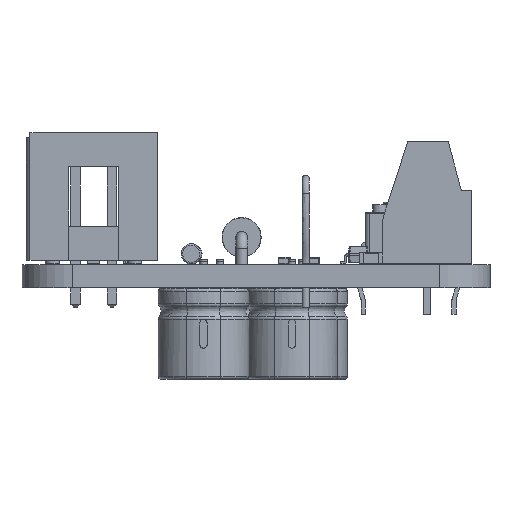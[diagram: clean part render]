
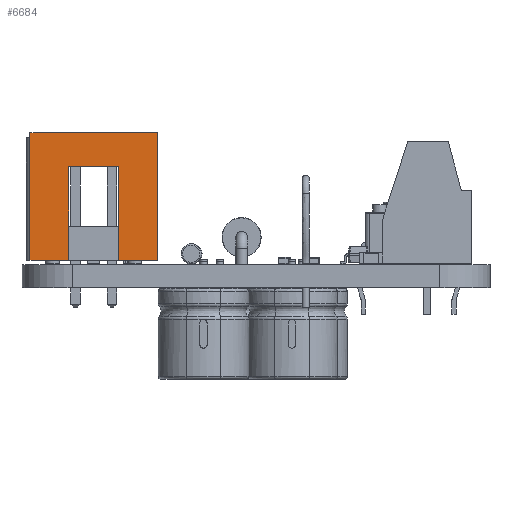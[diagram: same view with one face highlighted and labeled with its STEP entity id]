
A CAD part, left-side view. The second image highlights one B-rep face of the part: STEP entity #6684.
In plain terms, the highlighted face is planar.
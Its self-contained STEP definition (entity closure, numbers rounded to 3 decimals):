
#6616 = EDGE_CURVE('',#6617,#6619,#6621,.T.);
#6617 = VERTEX_POINT('',#6618);
#6618 = CARTESIAN_POINT('',(-3.155,5.1,0.25));
#6619 = VERTEX_POINT('',#6620);
#6620 = CARTESIAN_POINT('',(-3.155,5.1,9.1));
#6621 = LINE('',#6622,#6623);
#6622 = CARTESIAN_POINT('',(-3.155,5.1,0.25));
#6623 = VECTOR('',#6624,1.);
#6624 = DIRECTION('',(0.,0.,1.));
#6684 = ADVANCED_FACE('',(#6685),#6742,.T.);
#6685 = FACE_BOUND('',#6686,.T.);
#6686 = EDGE_LOOP('',(#6687,#6697,#6705,#6713,#6721,#6729,#6735,#6736));
#6687 = ORIENTED_EDGE('',*,*,#6688,.F.);
#6688 = EDGE_CURVE('',#6689,#6691,#6693,.T.);
#6689 = VERTEX_POINT('',#6690);
#6690 = CARTESIAN_POINT('',(5.695,5.1,0.25));
#6691 = VERTEX_POINT('',#6692);
#6692 = CARTESIAN_POINT('',(5.695,5.1,9.1));
#6693 = LINE('',#6694,#6695);
#6694 = CARTESIAN_POINT('',(5.695,5.1,0.25));
#6695 = VECTOR('',#6696,1.);
#6696 = DIRECTION('',(0.,0.,1.));
#6697 = ORIENTED_EDGE('',*,*,#6698,.T.);
#6698 = EDGE_CURVE('',#6689,#6699,#6701,.T.);
#6699 = VERTEX_POINT('',#6700);
#6700 = CARTESIAN_POINT('',(3.02,5.1,0.25));
#6701 = LINE('',#6702,#6703);
#6702 = CARTESIAN_POINT('',(5.695,5.1,0.25));
#6703 = VECTOR('',#6704,1.);
#6704 = DIRECTION('',(-1.,0.,0.));
#6705 = ORIENTED_EDGE('',*,*,#6706,.T.);
#6706 = EDGE_CURVE('',#6699,#6707,#6709,.T.);
#6707 = VERTEX_POINT('',#6708);
#6708 = CARTESIAN_POINT('',(3.02,5.1,6.75));
#6709 = LINE('',#6710,#6711);
#6710 = CARTESIAN_POINT('',(3.02,5.1,2.463));
#6711 = VECTOR('',#6712,1.);
#6712 = DIRECTION('',(0.,0.,1.));
#6713 = ORIENTED_EDGE('',*,*,#6714,.F.);
#6714 = EDGE_CURVE('',#6715,#6707,#6717,.T.);
#6715 = VERTEX_POINT('',#6716);
#6716 = CARTESIAN_POINT('',(-0.48,5.1,6.75));
#6717 = LINE('',#6718,#6719);
#6718 = CARTESIAN_POINT('',(1.27,5.1,6.75));
#6719 = VECTOR('',#6720,1.);
#6720 = DIRECTION('',(1.,0.,0.));
#6721 = ORIENTED_EDGE('',*,*,#6722,.T.);
#6722 = EDGE_CURVE('',#6715,#6723,#6725,.T.);
#6723 = VERTEX_POINT('',#6724);
#6724 = CARTESIAN_POINT('',(-0.48,5.1,0.25));
#6725 = LINE('',#6726,#6727);
#6726 = CARTESIAN_POINT('',(-0.48,5.1,2.463));
#6727 = VECTOR('',#6728,1.);
#6728 = DIRECTION('',(0.,0.,-1.));
#6729 = ORIENTED_EDGE('',*,*,#6730,.T.);
#6730 = EDGE_CURVE('',#6723,#6617,#6731,.T.);
#6731 = LINE('',#6732,#6733);
#6732 = CARTESIAN_POINT('',(5.695,5.1,0.25));
#6733 = VECTOR('',#6734,1.);
#6734 = DIRECTION('',(-1.,0.,0.));
#6735 = ORIENTED_EDGE('',*,*,#6616,.T.);
#6736 = ORIENTED_EDGE('',*,*,#6737,.F.);
#6737 = EDGE_CURVE('',#6691,#6619,#6738,.T.);
#6738 = LINE('',#6739,#6740);
#6739 = CARTESIAN_POINT('',(5.695,5.1,9.1));
#6740 = VECTOR('',#6741,1.);
#6741 = DIRECTION('',(-1.,0.,0.));
#6742 = PLANE('',#6743);
#6743 = AXIS2_PLACEMENT_3D('',#6744,#6745,#6746);
#6744 = CARTESIAN_POINT('',(1.27,5.1,4.675));
#6745 = DIRECTION('',(0.,1.,0.));
#6746 = DIRECTION('',(0.,0.,1.));
